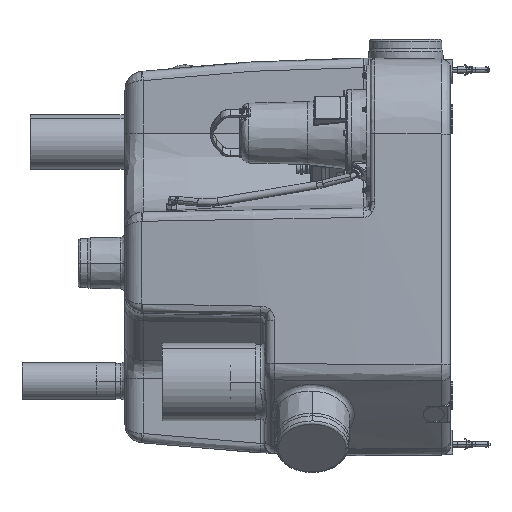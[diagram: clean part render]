
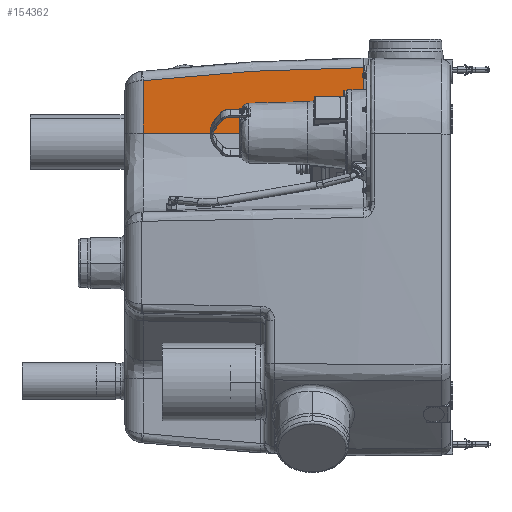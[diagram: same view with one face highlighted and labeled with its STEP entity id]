
A CAD part, left-side view. The second image highlights one B-rep face of the part: STEP entity #154362.
In plain terms, the highlighted planar face has unit normal (-1, 0.018, 0).
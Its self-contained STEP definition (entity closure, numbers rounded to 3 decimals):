
#659 = CARTESIAN_POINT ( 'NONE',  ( 300.75, 29.738, 653.419 ) ) ;
#9774 = B_SPLINE_CURVE_WITH_KNOTS ( 'NONE', 3,
 ( #102059, #102056, #102098, #102101, #102105, #102108 ),
 .UNSPECIFIED., .F., .F.,
 ( 4, 2, 4 ),
 ( 0., 0.5, 1. ),
 .UNSPECIFIED. ) ;
#27757 = VERTEX_POINT ( 'NONE', #659 ) ;
#38029 = CARTESIAN_POINT ( 'NONE',  ( 300.75, 29.738, 793.323 ) ) ;
#53062 = ORIENTED_EDGE ( 'NONE', *, *, #108835, .F. ) ;
#53064 = ORIENTED_EDGE ( 'NONE', *, *, #108839, .T. ) ;
#53067 = ORIENTED_EDGE ( 'NONE', *, *, #109122, .T. ) ;
#53071 = ORIENTED_EDGE ( 'NONE', *, *, #108331, .F. ) ;
#53195 = VERTEX_POINT ( 'NONE', #169488 ) ;
#64961 = AXIS2_PLACEMENT_3D ( 'NONE', #72583, #72585, #72587 ) ;
#72550 = FACE_OUTER_BOUND ( 'NONE', #191800, .T. ) ;
#72553 = PLANE ( 'NONE',  #64961 ) ;
#72583 = CARTESIAN_POINT ( 'NONE',  ( 300.493, 15., 493.419 ) ) ;
#72585 = DIRECTION ( 'NONE',  ( 1., -0.017, 0. ) ) ;
#72587 = DIRECTION ( 'NONE',  ( -0.017, -1., 0. ) ) ;
#82343 = VECTOR ( 'NONE', #112090, 1000. ) ;
#82857 = VECTOR ( 'NONE', #119863, 1000. ) ;
#82867 = VECTOR ( 'NONE', #119876, 1000. ) ;
#92010 = VERTEX_POINT ( 'NONE', #181308 ) ;
#102056 = CARTESIAN_POINT ( 'NONE',  ( 302.121, 108.255, 792.807 ) ) ;
#102059 = CARTESIAN_POINT ( 'NONE',  ( 300.75, 29.738, 793.323 ) ) ;
#102098 = CARTESIAN_POINT ( 'NONE',  ( 303.49, 186.703, 790.23 ) ) ;
#102101 = CARTESIAN_POINT ( 'NONE',  ( 306.227, 343.464, 780.95 ) ) ;
#102105 = CARTESIAN_POINT ( 'NONE',  ( 307.592, 421.669, 774.255 ) ) ;
#102108 = CARTESIAN_POINT ( 'NONE',  ( 308.954, 499.698, 765.503 ) ) ;
#108331 = EDGE_CURVE ( 'NONE', #92010, #53195, #112081, .T. ) ;
#108835 = EDGE_CURVE ( 'NONE', #27757, #92010, #119854, .T. ) ;
#108839 = EDGE_CURVE ( 'NONE', #27757, #174406, #119871, .T. ) ;
#109122 = EDGE_CURVE ( 'NONE', #174406, #53195, #9774, .T. ) ;
#112069 = CARTESIAN_POINT ( 'NONE',  ( 308.954, 499.698, 493.419 ) ) ;
#112081 = LINE ( 'NONE', #112069, #82343 ) ;
#112090 = DIRECTION ( 'NONE',  ( 0., 0., 1. ) ) ;
#119833 = CARTESIAN_POINT ( 'NONE',  ( 300.493, 15., 653.419 ) ) ;
#119854 = LINE ( 'NONE', #119833, #82857 ) ;
#119863 = DIRECTION ( 'NONE',  ( 0.017, 1., 0. ) ) ;
#119871 = LINE ( 'NONE', #119875, #82867 ) ;
#119875 = CARTESIAN_POINT ( 'NONE',  ( 300.75, 29.738, 565.932 ) ) ;
#119876 = DIRECTION ( 'NONE',  ( 0., 0., 1. ) ) ;
#154362 = ADVANCED_FACE ( 'NONE', ( #72550 ), #72553, .F. ) ;
#169488 = CARTESIAN_POINT ( 'NONE',  ( 308.954, 499.698, 765.503 ) ) ;
#174406 = VERTEX_POINT ( 'NONE', #38029 ) ;
#181308 = CARTESIAN_POINT ( 'NONE',  ( 308.954, 499.698, 653.419 ) ) ;
#191800 = EDGE_LOOP ( 'NONE', ( #53062, #53064, #53067, #53071 ) ) ;
